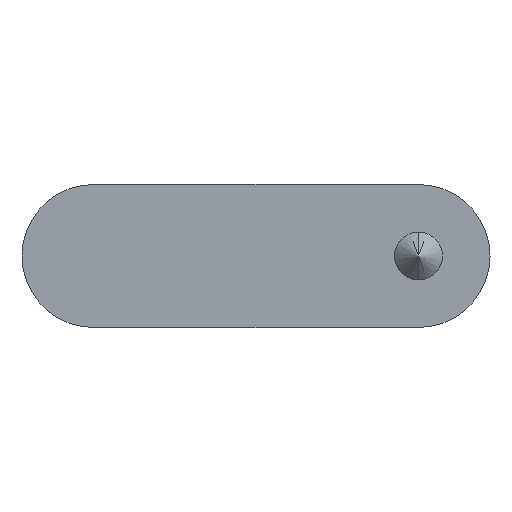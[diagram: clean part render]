
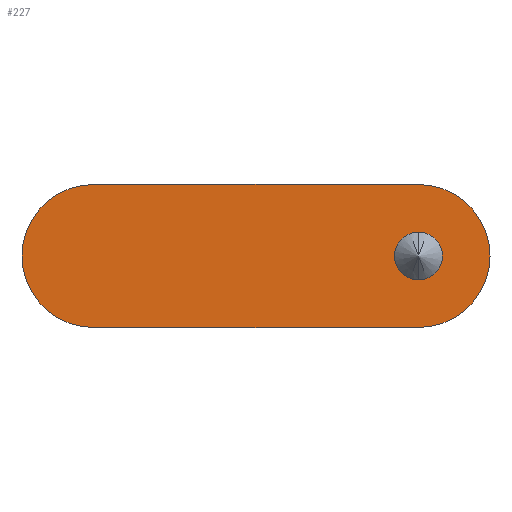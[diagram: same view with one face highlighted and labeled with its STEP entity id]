
A CAD part, front view. The second image highlights one B-rep face of the part: STEP entity #227.
In plain terms, the highlighted planar face has unit normal (0, -1, 0).
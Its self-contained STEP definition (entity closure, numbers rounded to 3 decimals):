
#16 = CARTESIAN_POINT ( 'NONE',  ( 0., -25., 0. ) ) ;
#26 = CARTESIAN_POINT ( 'NONE',  ( 203.703, -25., 0. ) ) ;
#27 = DIRECTION ( 'NONE',  ( 0., -1., 0. ) ) ;
#42 = EDGE_CURVE ( 'NONE', #258, #157, #425, .T. ) ;
#56 = ORIENTED_EDGE ( 'NONE', *, *, #251, .F. ) ;
#57 = AXIS2_PLACEMENT_3D ( 'NONE', #367, #192, #125 ) ;
#68 = CARTESIAN_POINT ( 'NONE',  ( 203.703, -25., 0. ) ) ;
#71 = CIRCLE ( 'NONE', #321, 15. ) ;
#79 = DIRECTION ( 'NONE',  ( 1., 0., 0. ) ) ;
#83 = CARTESIAN_POINT ( 'NONE',  ( 203.703, -25., 15. ) ) ;
#85 = DIRECTION ( 'NONE',  ( 0., 1., 0. ) ) ;
#89 = CARTESIAN_POINT ( 'NONE',  ( 203.703, -25., -44.82 ) ) ;
#97 = FACE_BOUND ( 'NONE', #126, .T. ) ;
#111 = AXIS2_PLACEMENT_3D ( 'NONE', #16, #114, #150 ) ;
#114 = DIRECTION ( 'NONE',  ( 0., 1., 0. ) ) ;
#115 = LINE ( 'NONE', #180, #272 ) ;
#116 = CARTESIAN_POINT ( 'NONE',  ( 0., -25., 44.82 ) ) ;
#121 = VERTEX_POINT ( 'NONE', #316 ) ;
#125 = DIRECTION ( 'NONE',  ( 0., 0., 1. ) ) ;
#126 = EDGE_LOOP ( 'NONE', ( #325, #366 ) ) ;
#128 = VECTOR ( 'NONE', #79, 1000. ) ;
#130 = VERTEX_POINT ( 'NONE', #89 ) ;
#132 = DIRECTION ( 'NONE',  ( 0., 0., 1. ) ) ;
#133 = DIRECTION ( 'NONE',  ( 0., 0., 1. ) ) ;
#145 = CIRCLE ( 'NONE', #312, 44.82 ) ;
#150 = DIRECTION ( 'NONE',  ( 0., 0., 1. ) ) ;
#156 = EDGE_CURVE ( 'NONE', #157, #258, #71, .T. ) ;
#157 = VERTEX_POINT ( 'NONE', #259 ) ;
#162 = DIRECTION ( 'NONE',  ( 0., -1., 0. ) ) ;
#180 = CARTESIAN_POINT ( 'NONE',  ( 0., -25., -44.82 ) ) ;
#181 = DIRECTION ( 'NONE',  ( 0., 0., 1. ) ) ;
#182 = VERTEX_POINT ( 'NONE', #271 ) ;
#190 = EDGE_CURVE ( 'NONE', #309, #182, #383, .T. ) ;
#192 = DIRECTION ( 'NONE',  ( 0., 1., 0. ) ) ;
#227 = ADVANCED_FACE ( 'NONE', ( #97, #290 ), #365, .F. ) ;
#245 = DIRECTION ( 'NONE',  ( -1., 0., 0. ) ) ;
#251 = EDGE_CURVE ( 'NONE', #130, #121, #115, .T. ) ;
#258 = VERTEX_POINT ( 'NONE', #83 ) ;
#259 = CARTESIAN_POINT ( 'NONE',  ( 203.703, -25., -15. ) ) ;
#271 = CARTESIAN_POINT ( 'NONE',  ( 203.703, -25., 44.82 ) ) ;
#272 = VECTOR ( 'NONE', #245, 1000. ) ;
#290 = FACE_OUTER_BOUND ( 'NONE', #371, .T. ) ;
#292 = ORIENTED_EDGE ( 'NONE', *, *, #190, .F. ) ;
#309 = VERTEX_POINT ( 'NONE', #116 ) ;
#310 = CARTESIAN_POINT ( 'NONE',  ( 0., -25., 44.82 ) ) ;
#312 = AXIS2_PLACEMENT_3D ( 'NONE', #393, #85, #181 ) ;
#316 = CARTESIAN_POINT ( 'NONE',  ( 0., -25., -44.82 ) ) ;
#321 = AXIS2_PLACEMENT_3D ( 'NONE', #68, #27, #133 ) ;
#325 = ORIENTED_EDGE ( 'NONE', *, *, #42, .F. ) ;
#341 = EDGE_CURVE ( 'NONE', #182, #130, #145, .T. ) ;
#345 = AXIS2_PLACEMENT_3D ( 'NONE', #26, #162, #132 ) ;
#365 = PLANE ( 'NONE',  #57 ) ;
#366 = ORIENTED_EDGE ( 'NONE', *, *, #156, .F. ) ;
#367 = CARTESIAN_POINT ( 'NONE',  ( 0., -25., 0. ) ) ;
#371 = EDGE_LOOP ( 'NONE', ( #424, #56, #423, #292 ) ) ;
#380 = CIRCLE ( 'NONE', #111, 44.82 ) ;
#383 = LINE ( 'NONE', #310, #128 ) ;
#393 = CARTESIAN_POINT ( 'NONE',  ( 203.703, -25., 0. ) ) ;
#396 = EDGE_CURVE ( 'NONE', #121, #309, #380, .T. ) ;
#423 = ORIENTED_EDGE ( 'NONE', *, *, #341, .F. ) ;
#424 = ORIENTED_EDGE ( 'NONE', *, *, #396, .F. ) ;
#425 = CIRCLE ( 'NONE', #345, 15. ) ;
